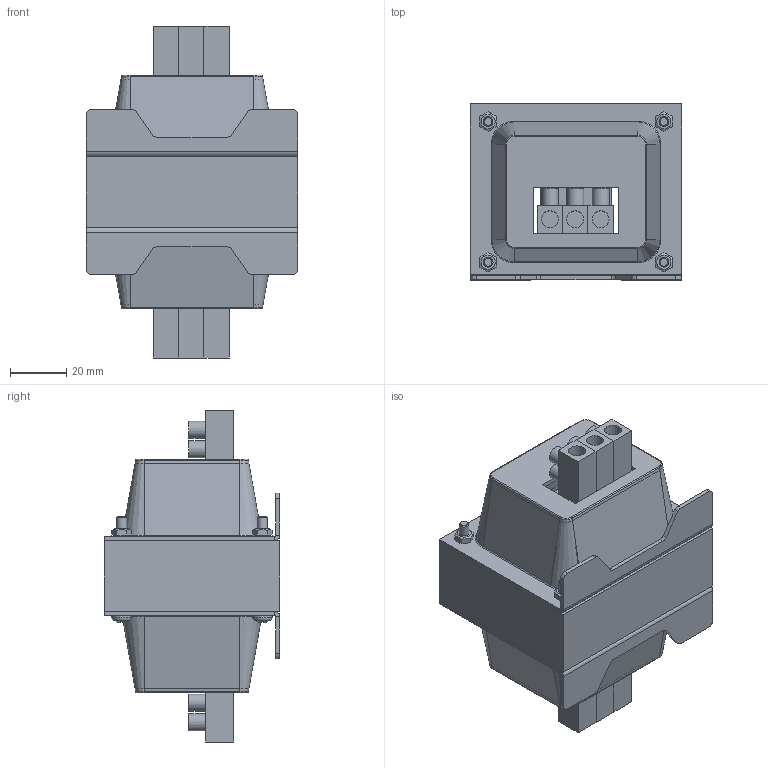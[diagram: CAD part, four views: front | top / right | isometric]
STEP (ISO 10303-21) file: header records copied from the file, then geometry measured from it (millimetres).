
FILE_DESCRIPTION(/* description */ (''),/* implementation_level */ '2;1');
FILE_NAME(/* name */ 'AMDS2110221.stp',/* time_stamp */ '2024-01-10T10:20:52+01:00',/* author */ ('velazquez'),/* organization */ (''),/* preprocessor_version */ 'ST-DEVELOPER v19.2',/* originating_system */ 'Autodesk Inventor 2023',/* authorisation */ '');
FILE_SCHEMA (('AUTOMOTIVE_DESIGN { 1 0 10303 214 3 1 1 }'));
Length unit declared in the file: millimetre
Products named in the file (7): AMDS2110221; ISO 7045 - M3,5 x 35 - 4.8 - H; DIN 934 - M3,5; EI75 x 62,5 - 25 (RC25) Negro; TAPA RC25 VENTANA 3 ELEMENTOS 6; FICHA 6 3 ELEMENTOS; FICHA 6
Assembly tree (16 placements, depth 3):
  AMDS2110221
    ISO 7045 - M3,5 x 35 - 4.8 - H  x4
    DIN 934 - M3,5  x4
    EI75 x 62,5 - 25 (RC25) Negro
    TAPA RC25 VENTANA 3 ELEMENTOS 6  x2
    FICHA 6 3 ELEMENTOS  x2
      FICHA 6
Bounding box: 75 x 62.5 x 118 mm (x, y, z)
Volume: 118665.8 mm3; surface area: 70955.4 mm2
Topology: 17 solids, 17 shells, 392 faces, 946 edges, 608 vertices
Faces by surface type: plane 194, cone 80, cylinder 74, torus 40, sphere 4
Full cylindrical faces by diameter (mm): 2.85 x4, 3 x8, 3.175 x4, 3.5 x4, 4.5 x4, 6 x18
Entity records: 4738 total; most frequent: CARTESIAN_POINT 947, DIRECTION 750, ORIENTED_EDGE 684, EDGE_CURVE 342, AXIS2_PLACEMENT_3D 282, VERTEX_POINT 219, LINE 186, VECTOR 186
